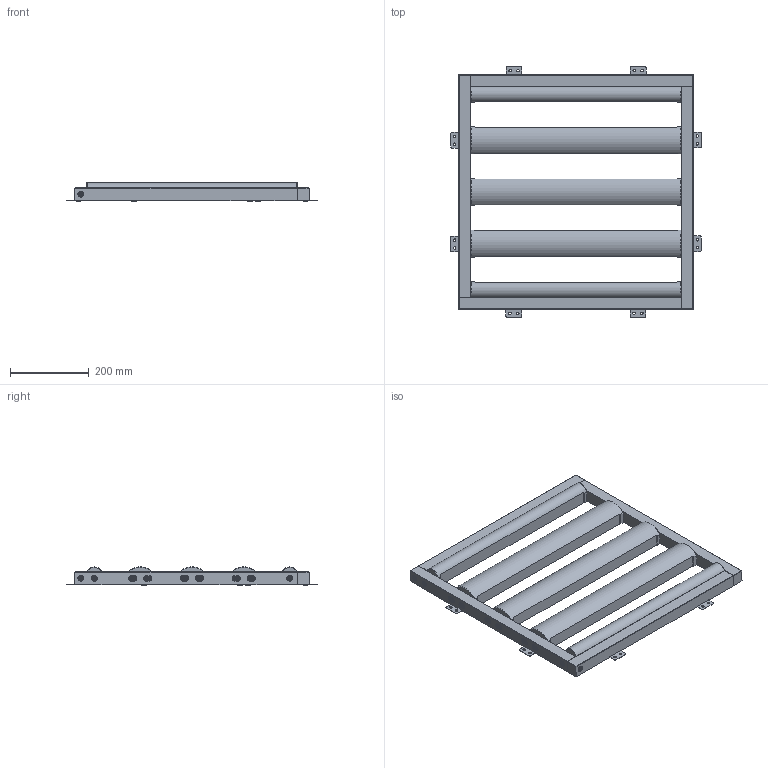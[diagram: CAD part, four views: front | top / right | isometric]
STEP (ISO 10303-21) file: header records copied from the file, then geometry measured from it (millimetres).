
FILE_DESCRIPTION(('STEP AP203'), '1');
FILE_NAME('锑耱屦 祛溴朦 _ 照照 33.00.00 蚜', '', ('UNSPECIFIED'), ('UNSPECIFIED'), 'C3D Converter', 'C3D Toolkit', '');
FILE_SCHEMA(('CONFIG_CONTROL_DESIGN'));
Length unit declared in the file: millimetre
Products named in the file (8): ХХХХ 33.00.00 СБ; ХХХХ 33.00.15; ХХХХ 33.00.10; ХХХХ.33.00.05; ХХХХ 33.00.14; ХХХХ 33.00.20
Assembly tree (53 placements, depth 2):
  ХХХХ 33.00.00 СБ
    ХХХХ 33.00.15  x2
    (unnamed)  x20
    ХХХХ 33.00.10  x2
    ХХХХ.33.00.05  x3
    ХХХХ 33.00.14  x2
    (unnamed)  x16
    ХХХХ 33.00.20  x8
Bounding box: 635.12 x 635.12 x 46.21 mm (x, y, z)
Volume: 8075209 mm3; surface area: 869377.6 mm2
Topology: 53 solids, 53 shells, 1332 faces, 3262 edges, 2144 vertices
Faces by surface type: plane 809, cylinder 297, cone 144, torus 82
Full cylindrical faces by diameter (mm): 4.917 x36, 6 x36, 6.5 x24, 10 x20, 10.5 x8, 11.3 x16, 14.5 x8
Entity records: 10269 total; most frequent: CARTESIAN_POINT 2379, DIRECTION 1422, ORIENTED_EDGE 1194, EDGE_CURVE 597, AXIS2_PLACEMENT_3D 529, VERTEX_POINT 427, EDGE_LOOP 402, LINE 364
